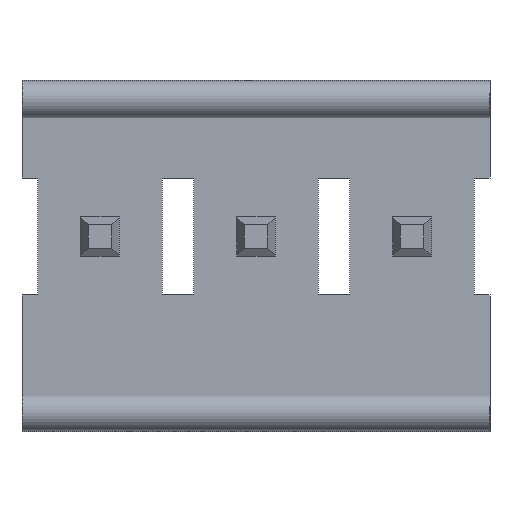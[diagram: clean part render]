
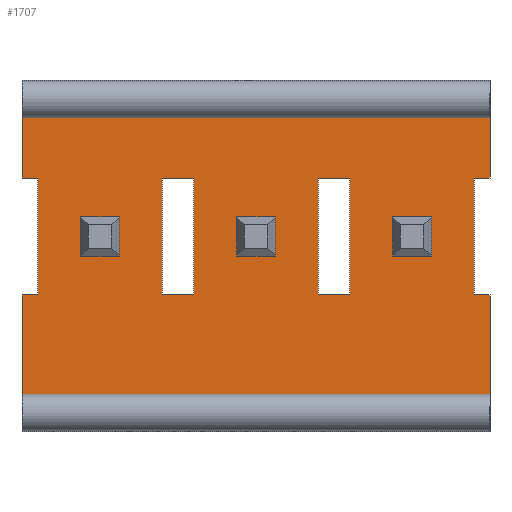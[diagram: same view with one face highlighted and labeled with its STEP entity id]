
A CAD part, front view. The second image highlights one B-rep face of the part: STEP entity #1707.
In plain terms, the highlighted planar face has unit normal (0, -1, 0).
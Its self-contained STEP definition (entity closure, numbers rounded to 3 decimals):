
#839 = VERTEX_POINT('',#840);
#840 = CARTESIAN_POINT('',(-6.35,0.635,1.93));
#846 = EDGE_CURVE('',#847,#839,#849,.T.);
#847 = VERTEX_POINT('',#848);
#848 = CARTESIAN_POINT('',(-6.35,0.635,0.953));
#849 = LINE('',#850,#851);
#850 = CARTESIAN_POINT('',(-6.35,0.635,-2.565));
#851 = VECTOR('',#852,1.);
#852 = DIRECTION('',(0.,0.,1.));
#872 = VERTEX_POINT('',#873);
#873 = CARTESIAN_POINT('',(1.27,0.635,1.93));
#879 = EDGE_CURVE('',#880,#872,#882,.T.);
#880 = VERTEX_POINT('',#881);
#881 = CARTESIAN_POINT('',(1.27,0.635,0.953));
#882 = LINE('',#883,#884);
#883 = CARTESIAN_POINT('',(1.27,0.635,-2.565));
#884 = VECTOR('',#885,1.);
#885 = DIRECTION('',(0.,0.,1.));
#902 = EDGE_CURVE('',#839,#872,#903,.T.);
#903 = LINE('',#904,#905);
#904 = CARTESIAN_POINT('',(-6.35,0.635,1.93));
#905 = VECTOR('',#906,1.);
#906 = DIRECTION('',(1.,0.,0.));
#921 = EDGE_CURVE('',#922,#847,#924,.T.);
#922 = VERTEX_POINT('',#923);
#923 = CARTESIAN_POINT('',(-6.096,0.635,0.953));
#924 = LINE('',#925,#926);
#925 = CARTESIAN_POINT('',(-6.477,0.635,0.953));
#926 = VECTOR('',#927,1.);
#927 = DIRECTION('',(-1.,0.,0.));
#945 = EDGE_CURVE('',#946,#922,#948,.T.);
#946 = VERTEX_POINT('',#947);
#947 = CARTESIAN_POINT('',(-6.096,0.635,-0.953));
#948 = LINE('',#949,#950);
#949 = CARTESIAN_POINT('',(-6.096,0.635,-0.806));
#950 = VECTOR('',#951,1.);
#951 = DIRECTION('',(0.,0.,1.));
#969 = EDGE_CURVE('',#970,#946,#972,.T.);
#970 = VERTEX_POINT('',#971);
#971 = CARTESIAN_POINT('',(-6.35,0.635,-0.953));
#972 = LINE('',#973,#974);
#973 = CARTESIAN_POINT('',(-6.223,0.635,-0.953));
#974 = VECTOR('',#975,1.);
#975 = DIRECTION('',(1.,0.,0.));
#993 = EDGE_CURVE('',#994,#970,#996,.T.);
#994 = VERTEX_POINT('',#995);
#995 = CARTESIAN_POINT('',(-6.35,0.635,-2.565));
#996 = LINE('',#997,#998);
#997 = CARTESIAN_POINT('',(-6.35,0.635,-2.565));
#998 = VECTOR('',#999,1.);
#999 = DIRECTION('',(0.,0.,1.));
#1090 = EDGE_CURVE('',#1091,#1093,#1095,.T.);
#1091 = VERTEX_POINT('',#1092);
#1092 = CARTESIAN_POINT('',(-0.318,0.635,-0.318));
#1093 = VERTEX_POINT('',#1094);
#1094 = CARTESIAN_POINT('',(0.318,0.635,-0.318));
#1095 = LINE('',#1096,#1097);
#1096 = CARTESIAN_POINT('',(-3.334,0.635,-0.318));
#1097 = VECTOR('',#1098,1.);
#1098 = DIRECTION('',(1.,0.,0.));
#1122 = EDGE_CURVE('',#1123,#1091,#1125,.T.);
#1123 = VERTEX_POINT('',#1124);
#1124 = CARTESIAN_POINT('',(-0.318,0.635,0.318));
#1125 = LINE('',#1126,#1127);
#1126 = CARTESIAN_POINT('',(-0.318,0.635,-1.124));
#1127 = VECTOR('',#1128,1.);
#1128 = DIRECTION('',(0.,0.,-1.));
#1146 = EDGE_CURVE('',#1147,#1123,#1149,.T.);
#1147 = VERTEX_POINT('',#1148);
#1148 = CARTESIAN_POINT('',(0.318,0.635,0.318));
#1149 = LINE('',#1150,#1151);
#1150 = CARTESIAN_POINT('',(-3.016,0.635,0.318));
#1151 = VECTOR('',#1152,1.);
#1152 = DIRECTION('',(-1.,0.,0.));
#1173 = VERTEX_POINT('',#1174);
#1174 = CARTESIAN_POINT('',(-1.524,0.635,-0.953));
#1180 = EDGE_CURVE('',#1181,#1173,#1183,.T.);
#1181 = VERTEX_POINT('',#1182);
#1182 = CARTESIAN_POINT('',(-1.524,0.635,0.953));
#1183 = LINE('',#1184,#1185);
#1184 = CARTESIAN_POINT('',(-1.524,0.635,-1.759));
#1185 = VECTOR('',#1186,1.);
#1186 = DIRECTION('',(-0.,0.,-1.));
#1204 = EDGE_CURVE('',#1205,#1181,#1207,.T.);
#1205 = VERTEX_POINT('',#1206);
#1206 = CARTESIAN_POINT('',(-1.016,0.635,0.953));
#1207 = LINE('',#1208,#1209);
#1208 = CARTESIAN_POINT('',(-3.937,0.635,0.953));
#1209 = VECTOR('',#1210,1.);
#1210 = DIRECTION('',(-1.,0.,0.));
#1228 = EDGE_CURVE('',#1229,#1205,#1231,.T.);
#1229 = VERTEX_POINT('',#1230);
#1230 = CARTESIAN_POINT('',(-1.016,0.635,-0.953));
#1231 = LINE('',#1232,#1233);
#1232 = CARTESIAN_POINT('',(-1.016,0.635,-0.806));
#1233 = VECTOR('',#1234,1.);
#1234 = DIRECTION('',(0.,0.,1.));
#1252 = EDGE_CURVE('',#1173,#1229,#1253,.T.);
#1253 = LINE('',#1254,#1255);
#1254 = CARTESIAN_POINT('',(-3.683,0.635,-0.953));
#1255 = VECTOR('',#1256,1.);
#1256 = DIRECTION('',(1.,0.,0.));
#1267 = EDGE_CURVE('',#1268,#1270,#1272,.T.);
#1268 = VERTEX_POINT('',#1269);
#1269 = CARTESIAN_POINT('',(-2.858,0.635,-0.318));
#1270 = VERTEX_POINT('',#1271);
#1271 = CARTESIAN_POINT('',(-2.223,0.635,-0.318));
#1272 = LINE('',#1273,#1274);
#1273 = CARTESIAN_POINT('',(-4.604,0.635,-0.318));
#1274 = VECTOR('',#1275,1.);
#1275 = DIRECTION('',(1.,0.,0.));
#1298 = EDGE_CURVE('',#1270,#1299,#1301,.T.);
#1299 = VERTEX_POINT('',#1300);
#1300 = CARTESIAN_POINT('',(-2.223,0.635,0.318));
#1301 = LINE('',#1302,#1303);
#1302 = CARTESIAN_POINT('',(-2.223,0.635,-1.441));
#1303 = VECTOR('',#1304,1.);
#1304 = DIRECTION('',(0.,0.,1.));
#1322 = EDGE_CURVE('',#1323,#1268,#1325,.T.);
#1323 = VERTEX_POINT('',#1324);
#1324 = CARTESIAN_POINT('',(-2.858,0.635,0.318));
#1325 = LINE('',#1326,#1327);
#1326 = CARTESIAN_POINT('',(-2.858,0.635,-1.124));
#1327 = VECTOR('',#1328,1.);
#1328 = DIRECTION('',(0.,0.,-1.));
#1346 = EDGE_CURVE('',#1299,#1323,#1347,.T.);
#1347 = LINE('',#1348,#1349);
#1348 = CARTESIAN_POINT('',(-4.286,0.635,0.318));
#1349 = VECTOR('',#1350,1.);
#1350 = DIRECTION('',(-1.,0.,0.));
#1365 = VERTEX_POINT('',#1366);
#1366 = CARTESIAN_POINT('',(-4.064,0.635,-0.953));
#1372 = EDGE_CURVE('',#1373,#1365,#1375,.T.);
#1373 = VERTEX_POINT('',#1374);
#1374 = CARTESIAN_POINT('',(-4.064,0.635,0.953));
#1375 = LINE('',#1376,#1377);
#1376 = CARTESIAN_POINT('',(-4.064,0.635,-1.759));
#1377 = VECTOR('',#1378,1.);
#1378 = DIRECTION('',(-0.,0.,-1.));
#1396 = EDGE_CURVE('',#1397,#1373,#1399,.T.);
#1397 = VERTEX_POINT('',#1398);
#1398 = CARTESIAN_POINT('',(-3.556,0.635,0.953));
#1399 = LINE('',#1400,#1401);
#1400 = CARTESIAN_POINT('',(-5.207,0.635,0.953));
#1401 = VECTOR('',#1402,1.);
#1402 = DIRECTION('',(-1.,0.,0.));
#1420 = EDGE_CURVE('',#1421,#1397,#1423,.T.);
#1421 = VERTEX_POINT('',#1422);
#1422 = CARTESIAN_POINT('',(-3.556,0.635,-0.953));
#1423 = LINE('',#1424,#1425);
#1424 = CARTESIAN_POINT('',(-3.556,0.635,-0.806));
#1425 = VECTOR('',#1426,1.);
#1426 = DIRECTION('',(0.,0.,1.));
#1444 = EDGE_CURVE('',#1365,#1421,#1445,.T.);
#1445 = LINE('',#1446,#1447);
#1446 = CARTESIAN_POINT('',(-4.953,0.635,-0.953));
#1447 = VECTOR('',#1448,1.);
#1448 = DIRECTION('',(1.,0.,0.));
#1459 = EDGE_CURVE('',#1460,#1462,#1464,.T.);
#1460 = VERTEX_POINT('',#1461);
#1461 = CARTESIAN_POINT('',(-5.398,0.635,-0.318));
#1462 = VERTEX_POINT('',#1463);
#1463 = CARTESIAN_POINT('',(-4.763,0.635,-0.318));
#1464 = LINE('',#1465,#1466);
#1465 = CARTESIAN_POINT('',(-5.874,0.635,-0.318));
#1466 = VECTOR('',#1467,1.);
#1467 = DIRECTION('',(1.,0.,0.));
#1490 = EDGE_CURVE('',#1462,#1491,#1493,.T.);
#1491 = VERTEX_POINT('',#1492);
#1492 = CARTESIAN_POINT('',(-4.763,0.635,0.318));
#1493 = LINE('',#1494,#1495);
#1494 = CARTESIAN_POINT('',(-4.763,0.635,-1.441));
#1495 = VECTOR('',#1496,1.);
#1496 = DIRECTION('',(0.,0.,1.));
#1514 = EDGE_CURVE('',#1515,#1460,#1517,.T.);
#1515 = VERTEX_POINT('',#1516);
#1516 = CARTESIAN_POINT('',(-5.398,0.635,0.318));
#1517 = LINE('',#1518,#1519);
#1518 = CARTESIAN_POINT('',(-5.398,0.635,-1.124));
#1519 = VECTOR('',#1520,1.);
#1520 = DIRECTION('',(0.,0.,-1.));
#1538 = EDGE_CURVE('',#1491,#1515,#1539,.T.);
#1539 = LINE('',#1540,#1541);
#1540 = CARTESIAN_POINT('',(-5.556,0.635,0.318));
#1541 = VECTOR('',#1542,1.);
#1542 = DIRECTION('',(-1.,0.,0.));
#1555 = EDGE_CURVE('',#1093,#1147,#1556,.T.);
#1556 = LINE('',#1557,#1558);
#1557 = CARTESIAN_POINT('',(0.318,0.635,-1.441));
#1558 = VECTOR('',#1559,1.);
#1559 = DIRECTION('',(0.,0.,1.));
#1574 = VERTEX_POINT('',#1575);
#1575 = CARTESIAN_POINT('',(1.27,0.635,-0.953));
#1581 = EDGE_CURVE('',#1582,#1574,#1584,.T.);
#1582 = VERTEX_POINT('',#1583);
#1583 = CARTESIAN_POINT('',(1.27,0.635,-2.565));
#1584 = LINE('',#1585,#1586);
#1585 = CARTESIAN_POINT('',(1.27,0.635,-2.565));
#1586 = VECTOR('',#1587,1.);
#1587 = DIRECTION('',(0.,0.,1.));
#1648 = EDGE_CURVE('',#1649,#1574,#1651,.T.);
#1649 = VERTEX_POINT('',#1650);
#1650 = CARTESIAN_POINT('',(1.016,0.635,-0.953));
#1651 = LINE('',#1652,#1653);
#1652 = CARTESIAN_POINT('',(-2.413,0.635,-0.953));
#1653 = VECTOR('',#1654,1.);
#1654 = DIRECTION('',(1.,0.,0.));
#1672 = EDGE_CURVE('',#1673,#1649,#1675,.T.);
#1673 = VERTEX_POINT('',#1674);
#1674 = CARTESIAN_POINT('',(1.016,0.635,0.953));
#1675 = LINE('',#1676,#1677);
#1676 = CARTESIAN_POINT('',(1.016,0.635,-1.759));
#1677 = VECTOR('',#1678,1.);
#1678 = DIRECTION('',(0.,0.,-1.));
#1696 = EDGE_CURVE('',#880,#1673,#1697,.T.);
#1697 = LINE('',#1698,#1699);
#1698 = CARTESIAN_POINT('',(-2.667,0.635,0.953));
#1699 = VECTOR('',#1700,1.);
#1700 = DIRECTION('',(-1.,0.,0.));
#1707 = ADVANCED_FACE('',(#1708,#1727,#1733,#1739,#1745,#1751),#1757,.T.
  );
#1708 = FACE_BOUND('',#1709,.T.);
#1709 = EDGE_LOOP('',(#1710,#1711,#1717,#1718,#1719,#1720,#1721,#1722,
    #1723,#1724,#1725,#1726));
#1710 = ORIENTED_EDGE('',*,*,#993,.F.);
#1711 = ORIENTED_EDGE('',*,*,#1712,.T.);
#1712 = EDGE_CURVE('',#994,#1582,#1713,.T.);
#1713 = LINE('',#1714,#1715);
#1714 = CARTESIAN_POINT('',(-6.35,0.635,-2.565));
#1715 = VECTOR('',#1716,1.);
#1716 = DIRECTION('',(1.,0.,0.));
#1717 = ORIENTED_EDGE('',*,*,#1581,.T.);
#1718 = ORIENTED_EDGE('',*,*,#1648,.F.);
#1719 = ORIENTED_EDGE('',*,*,#1672,.F.);
#1720 = ORIENTED_EDGE('',*,*,#1696,.F.);
#1721 = ORIENTED_EDGE('',*,*,#879,.T.);
#1722 = ORIENTED_EDGE('',*,*,#902,.F.);
#1723 = ORIENTED_EDGE('',*,*,#846,.F.);
#1724 = ORIENTED_EDGE('',*,*,#921,.F.);
#1725 = ORIENTED_EDGE('',*,*,#945,.F.);
#1726 = ORIENTED_EDGE('',*,*,#969,.F.);
#1727 = FACE_BOUND('',#1728,.T.);
#1728 = EDGE_LOOP('',(#1729,#1730,#1731,#1732));
#1729 = ORIENTED_EDGE('',*,*,#1180,.F.);
#1730 = ORIENTED_EDGE('',*,*,#1204,.F.);
#1731 = ORIENTED_EDGE('',*,*,#1228,.F.);
#1732 = ORIENTED_EDGE('',*,*,#1252,.F.);
#1733 = FACE_BOUND('',#1734,.T.);
#1734 = EDGE_LOOP('',(#1735,#1736,#1737,#1738));
#1735 = ORIENTED_EDGE('',*,*,#1090,.F.);
#1736 = ORIENTED_EDGE('',*,*,#1122,.F.);
#1737 = ORIENTED_EDGE('',*,*,#1146,.F.);
#1738 = ORIENTED_EDGE('',*,*,#1555,.F.);
#1739 = FACE_BOUND('',#1740,.T.);
#1740 = EDGE_LOOP('',(#1741,#1742,#1743,#1744));
#1741 = ORIENTED_EDGE('',*,*,#1267,.F.);
#1742 = ORIENTED_EDGE('',*,*,#1322,.F.);
#1743 = ORIENTED_EDGE('',*,*,#1346,.F.);
#1744 = ORIENTED_EDGE('',*,*,#1298,.F.);
#1745 = FACE_BOUND('',#1746,.T.);
#1746 = EDGE_LOOP('',(#1747,#1748,#1749,#1750));
#1747 = ORIENTED_EDGE('',*,*,#1372,.F.);
#1748 = ORIENTED_EDGE('',*,*,#1396,.F.);
#1749 = ORIENTED_EDGE('',*,*,#1420,.F.);
#1750 = ORIENTED_EDGE('',*,*,#1444,.F.);
#1751 = FACE_BOUND('',#1752,.T.);
#1752 = EDGE_LOOP('',(#1753,#1754,#1755,#1756));
#1753 = ORIENTED_EDGE('',*,*,#1459,.F.);
#1754 = ORIENTED_EDGE('',*,*,#1514,.F.);
#1755 = ORIENTED_EDGE('',*,*,#1538,.F.);
#1756 = ORIENTED_EDGE('',*,*,#1490,.F.);
#1757 = PLANE('',#1758);
#1758 = AXIS2_PLACEMENT_3D('',#1759,#1760,#1761);
#1759 = CARTESIAN_POINT('',(-6.35,0.635,-2.565));
#1760 = DIRECTION('',(0.,-1.,0.));
#1761 = DIRECTION('',(0.,0.,1.));
